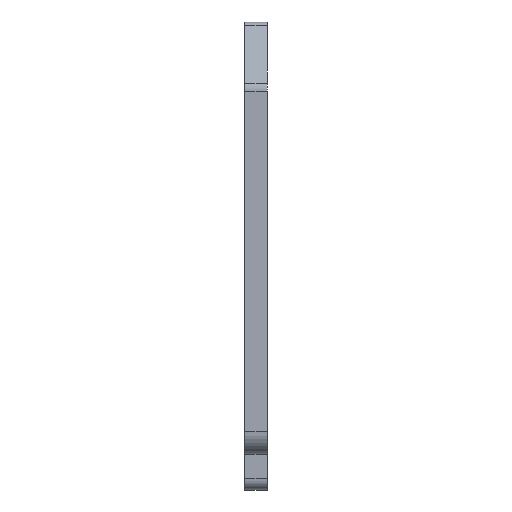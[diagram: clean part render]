
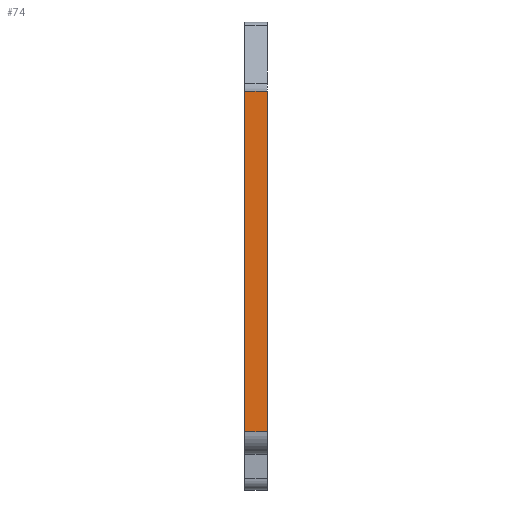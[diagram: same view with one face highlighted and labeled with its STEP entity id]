
A CAD part, front view. The second image highlights one B-rep face of the part: STEP entity #74.
In plain terms, the highlighted planar face has unit normal (0, -1, 0).
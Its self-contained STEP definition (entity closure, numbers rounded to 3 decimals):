
#74=ADVANCED_FACE('',(#146),#147,.T.);
#146=FACE_OUTER_BOUND('',#232,.T.);
#147=PLANE('',#233);
#232=EDGE_LOOP('',(#495,#496,#497,#498));
#233=AXIS2_PLACEMENT_3D('',#499,#500,#501);
#495=ORIENTED_EDGE('',*,*,#736,.T.);
#496=ORIENTED_EDGE('',*,*,#737,.T.);
#497=ORIENTED_EDGE('',*,*,#645,.F.);
#498=ORIENTED_EDGE('',*,*,#735,.F.);
#499=CARTESIAN_POINT('',(0.,-49.7,-0.8));
#500=DIRECTION('',(0.,-1.0,0.));
#501=DIRECTION('',(1.0,0.0,0.));
#645=EDGE_CURVE('',#775,#777,#778,.T.);
#735=EDGE_CURVE('',#928,#775,#930,.T.);
#736=EDGE_CURVE('',#928,#931,#932,.T.);
#737=EDGE_CURVE('',#931,#777,#933,.T.);
#775=VERTEX_POINT('',#984);
#777=VERTEX_POINT('',#986);
#778=LINE('',#987,#988);
#928=VERTEX_POINT('',#1200);
#930=LINE('',#1202,#1203);
#931=VERTEX_POINT('',#1204);
#932=LINE('',#1205,#1206);
#933=LINE('',#1207,#1208);
#984=CARTESIAN_POINT('',(2.0,-49.7,29.586));
#986=CARTESIAN_POINT('',(2.0,-49.7,-0.8));
#987=CARTESIAN_POINT('',(2.0,-49.7,29.586));
#988=VECTOR('',#1269,1.0);
#1200=CARTESIAN_POINT('',(0.,-49.7,29.586));
#1202=CARTESIAN_POINT('',(0.,-49.7,29.586));
#1203=VECTOR('',#1413,1.0);
#1204=CARTESIAN_POINT('',(0.,-49.7,-0.8));
#1205=CARTESIAN_POINT('',(0.,-49.7,29.586));
#1206=VECTOR('',#1414,1.0);
#1207=CARTESIAN_POINT('',(0.,-49.7,-0.8));
#1208=VECTOR('',#1415,1.0);
#1269=DIRECTION('',(0.,0.,-1.0));
#1413=DIRECTION('',(1.0,0.0,0.));
#1414=DIRECTION('',(0.,0.,-1.0));
#1415=DIRECTION('',(1.0,0.0,0.));
